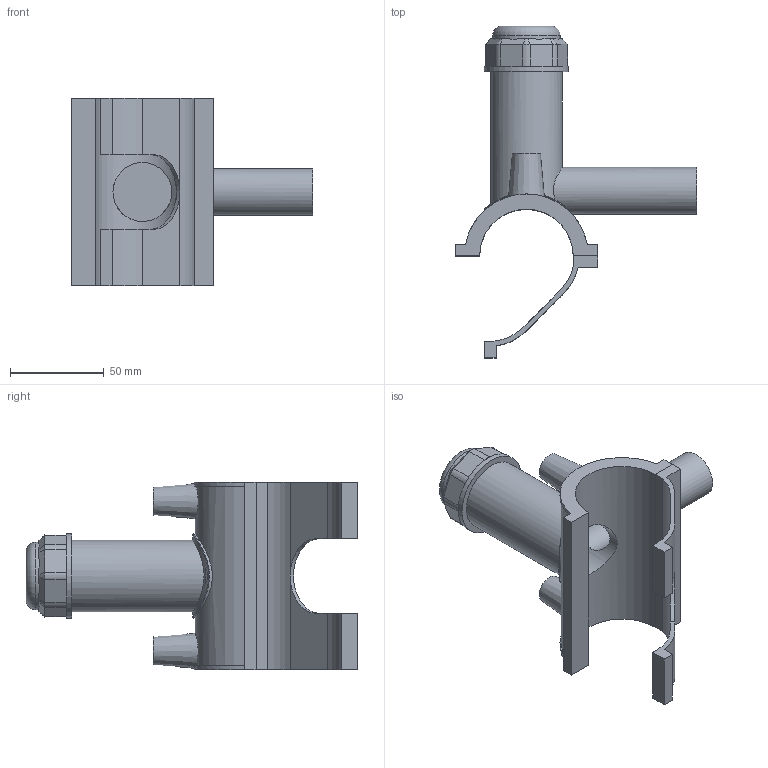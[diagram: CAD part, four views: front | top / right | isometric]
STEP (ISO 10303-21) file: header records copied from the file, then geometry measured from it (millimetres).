
FILE_DESCRIPTION(/* description */ ('PLASSON TAPPING SADDLE 50x25'),/* implementation_level */ '2;1');
FILE_NAME(/* name */ '496304050025.ipt.stp',/* time_stamp */ '2018-05-02T16:15:31+03:00',/* author */ ('KIM'),/* organization */ (''),/* preprocessor_version */ 'ST-DEVELOPER v15.6',/* originating_system */ 'Autodesk Inventor 2015',/* authorisation */ '');
FILE_SCHEMA (('AUTOMOTIVE_DESIGN { 1 0 10303 214 3 1 1 }'));
Length unit declared in the file: millimetre
Products named in the file (1): 496304050025
Bounding box: 129 x 177.37 x 100 mm (x, y, z)
Volume: 169305.3 mm3; surface area: 71199.1 mm2
Topology: 2 solids, 2 shells, 111 faces, 277 edges, 179 vertices
Faces by surface type: plane 66, cylinder 32, cone 11, torus 1, bspline 1
Full cylindrical faces by diameter (mm): 4 x2, 10 x2, 20 x1, 25 x1, 31.5 x1, 36 x1, 38.25 x1, 45 x1
Entity records: 3672 total; most frequent: CARTESIAN_POINT 1058, DIRECTION 542, ORIENTED_EDGE 518, EDGE_CURVE 259, AXIS2_PLACEMENT_3D 199, VERTEX_POINT 174, LINE 144, VECTOR 144
